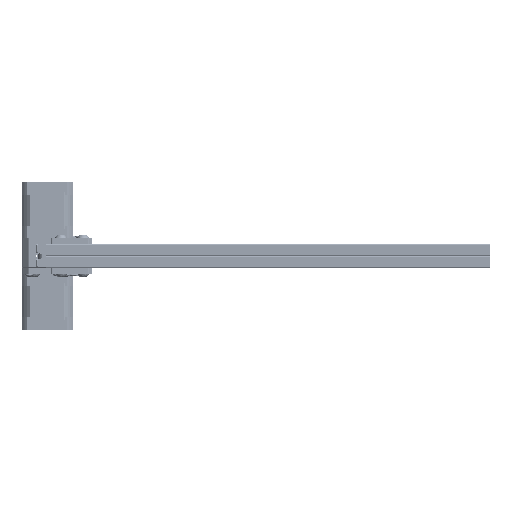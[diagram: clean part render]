
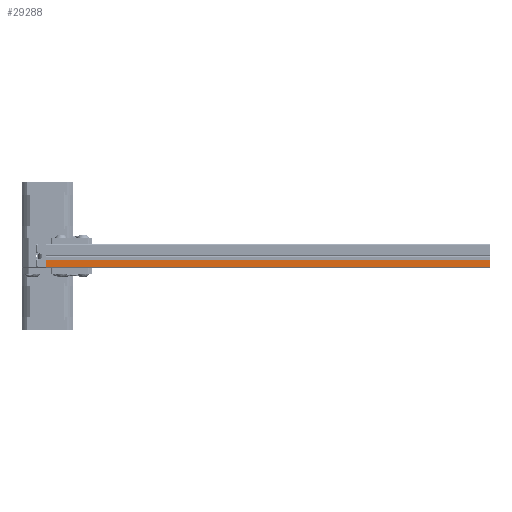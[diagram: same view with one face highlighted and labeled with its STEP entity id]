
A CAD part, left-side view. The second image highlights one B-rep face of the part: STEP entity #29288.
In plain terms, the highlighted face is planar.
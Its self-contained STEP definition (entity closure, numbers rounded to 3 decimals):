
#1756=PLANE('',#33001);
#4834=LINE('',#53246,#7179);
#4835=LINE('',#53249,#7180);
#4836=LINE('',#53251,#7181);
#4837=LINE('',#53252,#7182);
#7179=VECTOR('',#41713,1000.);
#7180=VECTOR('',#41716,1000.);
#7181=VECTOR('',#41717,10.);
#7182=VECTOR('',#41718,1000.);
#8972=FACE_OUTER_BOUND('',#10872,.T.);
#10872=EDGE_LOOP('',(#26842,#26843,#26844,#26845));
#15068=VERTEX_POINT('',#53242);
#15069=VERTEX_POINT('',#53244);
#15070=VERTEX_POINT('',#53248);
#15071=VERTEX_POINT('',#53250);
#19052=EDGE_CURVE('',#15069,#15068,#4834,.T.);
#19053=EDGE_CURVE('',#15068,#15070,#4835,.T.);
#19054=EDGE_CURVE('',#15069,#15071,#4836,.T.);
#19055=EDGE_CURVE('',#15071,#15070,#4837,.T.);
#26842=ORIENTED_EDGE('',*,*,#19053,.F.);
#26843=ORIENTED_EDGE('',*,*,#19052,.F.);
#26844=ORIENTED_EDGE('',*,*,#19054,.T.);
#26845=ORIENTED_EDGE('',*,*,#19055,.T.);
#29288=ADVANCED_FACE('',(#8972),#1756,.T.);
#33001=AXIS2_PLACEMENT_3D('',#53247,#41714,#41715);
#41713=DIRECTION('',(0.,0.,1.));
#41714=DIRECTION('center_axis',(0.,1.,0.));
#41715=DIRECTION('ref_axis',(0.,0.,1.));
#41716=DIRECTION('',(-1.,0.,0.));
#41717=DIRECTION('',(-1.,0.,0.));
#41718=DIRECTION('',(0.,0.,1.));
#53242=CARTESIAN_POINT('',(9.,10.,20.));
#53244=CARTESIAN_POINT('',(9.,10.,-350.));
#53246=CARTESIAN_POINT('',(9.,10.,-200.));
#53247=CARTESIAN_POINT('Origin',(9.,10.,-200.));
#53248=CARTESIAN_POINT('',(3.,10.,20.));
#53249=CARTESIAN_POINT('',(9.,10.,20.));
#53250=CARTESIAN_POINT('',(3.,10.,-350.));
#53251=CARTESIAN_POINT('',(0.,10.,-350.));
#53252=CARTESIAN_POINT('',(3.,10.,-200.));
